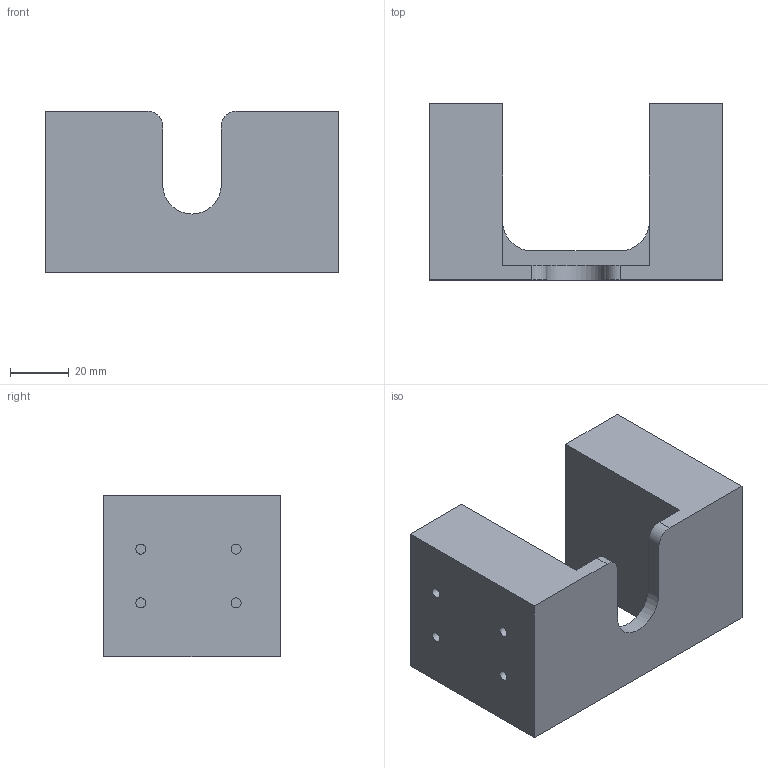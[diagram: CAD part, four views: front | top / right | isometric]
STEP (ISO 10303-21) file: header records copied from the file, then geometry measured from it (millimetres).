
FILE_DESCRIPTION(/* description */ (''),/* implementation_level */ '2;1');
FILE_NAME(/* name */ 'спец_ронштейн.stp',/* time_stamp */ '2024-01-23T21:47:12+03:00',/* author */ ('К'),/* organization */ (''),/* preprocessor_version */ 'ST-DEVELOPER v18.1',/* originating_system */ 'Autodesk Inventor 2022',/* authorisation */ '');
FILE_SCHEMA (('AUTOMOTIVE_DESIGN { 1 0 10303 214 3 1 1 }'));
Length unit declared in the file: millimetre
Products named in the file (1): Кронштейн
Bounding box: 100 x 60 x 55 mm (x, y, z)
Volume: 176294.5 mm3; surface area: 30276.5 mm2
Topology: 1 solids, 1 shells, 36 faces, 78 edges, 52 vertices
Faces by surface type: plane 23, cylinder 13
Full cylindrical faces by diameter (mm): 3.4 x8
Entity records: 1029 total; most frequent: DIRECTION 178, CARTESIAN_POINT 167, ORIENTED_EDGE 156, EDGE_CURVE 78, AXIS2_PLACEMENT_3D 63, LINE 52, VECTOR 52, VERTEX_POINT 52
